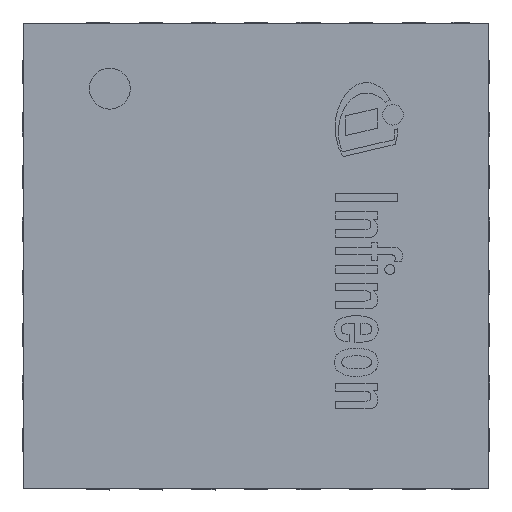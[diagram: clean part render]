
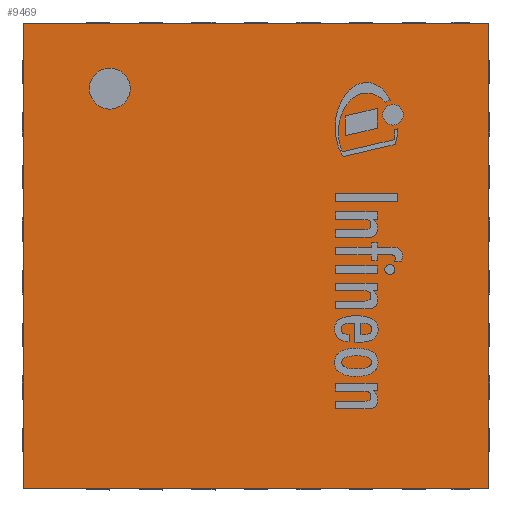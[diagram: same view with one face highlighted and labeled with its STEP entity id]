
A CAD part, top view. The second image highlights one B-rep face of the part: STEP entity #9469.
In plain terms, the highlighted planar face has unit normal (0, 0, 1).
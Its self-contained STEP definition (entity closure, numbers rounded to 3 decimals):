
#90=LINE('',#13766,#1184);
#94=LINE('',#13774,#1188);
#97=LINE('',#13780,#1191);
#100=LINE('',#13785,#1194);
#1184=VECTOR('',#10930,1.);
#1188=VECTOR('',#10936,1.);
#1191=VECTOR('',#10941,1.);
#1194=VECTOR('',#10946,1.);
#2283=PLANE('',#10055);
#2664=FACE_BOUND('',#3227,.T.);
#2678=FACE_OUTER_BOUND('',#3226,.T.);
#3226=EDGE_LOOP('',(#6484,#6485,#6486,#6487));
#3227=EDGE_LOOP('',(#6488));
#3775=CIRCLE('',#10048,0.175);
#4099=VERTEX_POINT('',#13758);
#4101=VERTEX_POINT('',#13764);
#4102=VERTEX_POINT('',#13765);
#4105=VERTEX_POINT('',#13773);
#4107=VERTEX_POINT('',#13779);
#5047=EDGE_CURVE('',#4099,#4099,#3775,.T.);
#5049=EDGE_CURVE('',#4101,#4102,#90,.T.);
#5053=EDGE_CURVE('',#4102,#4105,#94,.T.);
#5056=EDGE_CURVE('',#4105,#4107,#97,.T.);
#5059=EDGE_CURVE('',#4107,#4101,#100,.T.);
#6484=ORIENTED_EDGE('',*,*,#5049,.F.);
#6485=ORIENTED_EDGE('',*,*,#5059,.F.);
#6486=ORIENTED_EDGE('',*,*,#5056,.F.);
#6487=ORIENTED_EDGE('',*,*,#5053,.F.);
#6488=ORIENTED_EDGE('',*,*,#5047,.T.);
#9469=ADVANCED_FACE('',(#2678,#2664),#2283,.T.);
#10048=AXIS2_PLACEMENT_3D('',#13759,#10922,#10923);
#10055=AXIS2_PLACEMENT_3D('',#13787,#10948,#10949);
#10922=DIRECTION('center_axis',(0.,0.,
-1.));
#10923=DIRECTION('ref_axis',(0.,-1.,0.));
#10930=DIRECTION('',(1.,0.,0.));
#10936=DIRECTION('',(0.,-1.,0.));
#10941=DIRECTION('',(-1.,0.,0.));
#10946=DIRECTION('',(0.,1.,0.));
#10948=DIRECTION('center_axis',(0.,0.,
1.));
#10949=DIRECTION('ref_axis',(0.,-1.,0.));
#13758=CARTESIAN_POINT('',(-1.25,1.604,1.));
#13759=CARTESIAN_POINT('Origin',(-1.25,1.429,1.));
#13764=CARTESIAN_POINT('',(-1.99,1.99,1.));
#13765=CARTESIAN_POINT('',(1.99,1.99,1.));
#13766=CARTESIAN_POINT('',(-1.99,1.99,1.));
#13773=CARTESIAN_POINT('',(1.99,-1.99,1.));
#13774=CARTESIAN_POINT('',(1.99,1.99,1.));
#13779=CARTESIAN_POINT('',(-1.99,-1.99,1.));
#13780=CARTESIAN_POINT('',(1.99,-1.99,1.));
#13785=CARTESIAN_POINT('',(-1.99,-1.99,1.));
#13787=CARTESIAN_POINT('Origin',(0.,0.,
1.));
